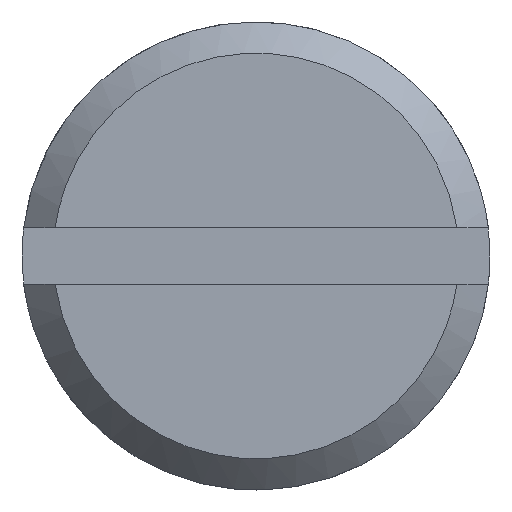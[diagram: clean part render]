
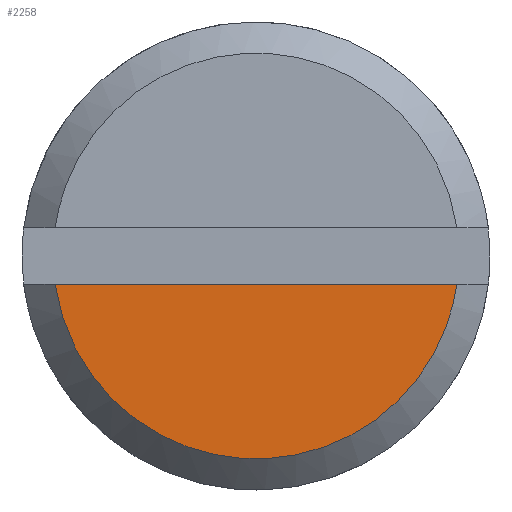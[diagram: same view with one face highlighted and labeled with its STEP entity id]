
A CAD part, front view. The second image highlights one B-rep face of the part: STEP entity #2258.
In plain terms, the highlighted free-form (B-spline) face has degree [1, 1] with [2, 2] control points.
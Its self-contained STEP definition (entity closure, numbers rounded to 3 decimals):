
#2013=CARTESIAN_POINT('',(-10.,6.437,-0.9));
#2014=VERTEX_POINT('',#2013);
#2022=CARTESIAN_POINT('',(-10.,-6.437,-0.9));
#2023=VERTEX_POINT('',#2022);
#2024=CARTESIAN_POINT('',(-10.,6.437,-0.9));
#2025=CARTESIAN_POINT('',(-10.,-6.437,-0.9));
#2026=QUASI_UNIFORM_CURVE('',1,(#2024,#2025),.UNSPECIFIED.,.F.,.U.);
#2027=EDGE_CURVE('',#2014,#2023,#2026,.T.);
#2190=CARTESIAN_POINT('',(-10.,6.437,-0.9));
#2191=CARTESIAN_POINT('',(-10.,5.654,-6.5));
#2192=CARTESIAN_POINT('',(-10.,0.0,-6.5));
#2193=CARTESIAN_POINT('',(-10.,-5.654,-6.5));
#2194=CARTESIAN_POINT('',(-10.,-6.437,-0.9));
#2202=(BOUNDED_CURVE()B_SPLINE_CURVE(2,(#2190,#2191,#2192,#2193,#2194),.UNSPECIFIED.,.F.,.U.)B_SPLINE_CURVE_WITH_KNOTS((3,2,3),(0.0,0.5,1.0),.UNSPECIFIED.)CURVE()GEOMETRIC_REPRESENTATION_ITEM()RATIONAL_B_SPLINE_CURVE((1.0,0.754,1.0,0.754,1.0))REPRESENTATION_ITEM(''));
#2203=EDGE_CURVE('',#2014,#2023,#2202,.T.);
#2249=CARTESIAN_POINT('',(-10.,-7.08,-6.78));
#2250=CARTESIAN_POINT('',(-10.,7.08,-6.78));
#2251=CARTESIAN_POINT('',(-10.,-7.08,-0.62));
#2252=CARTESIAN_POINT('',(-10.,7.08,-0.62));
#2253=B_SPLINE_SURFACE_WITH_KNOTS('',1,1,((#2249,#2251),(#2250,#2252)),.UNSPECIFIED.,.F.,.F.,.U.,(2,2),(2,2),(0.0,14.161),(0.0,6.159),.UNSPECIFIED.);
#2254=ORIENTED_EDGE('',*,*,#2027,.F.);
#2255=ORIENTED_EDGE('',*,*,#2203,.T.);
#2256=EDGE_LOOP('',(#2254,#2255));
#2257=FACE_OUTER_BOUND('',#2256,.T.);
#2258=ADVANCED_FACE('',(#2257),#2253,.F.);
